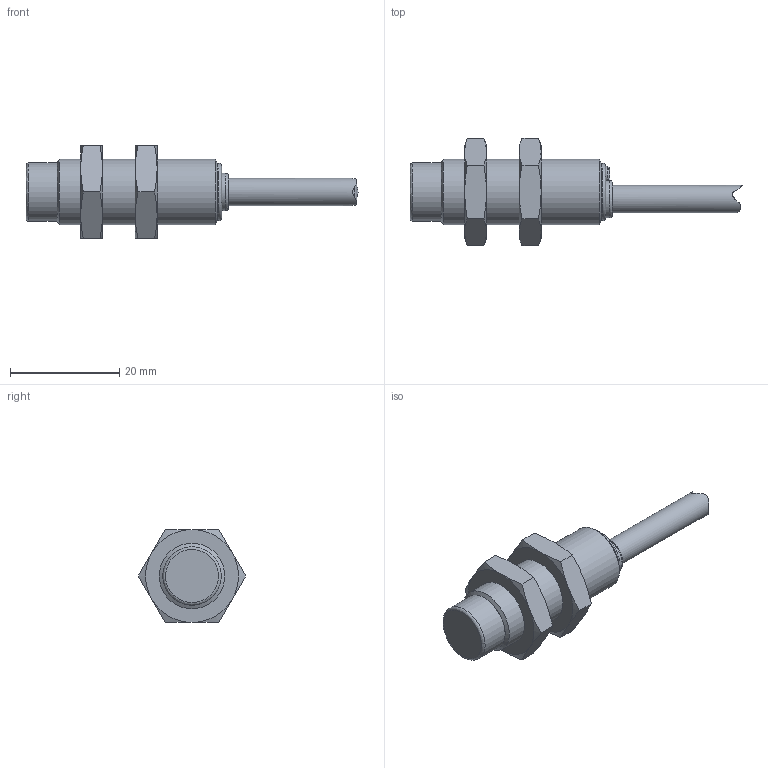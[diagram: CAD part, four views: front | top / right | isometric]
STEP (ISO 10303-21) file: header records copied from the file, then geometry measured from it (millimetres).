
FILE_DESCRIPTION (( 'STEP AP214' ), '1' );
FILE_NAME ('DW-AD-613-M12-120.STEP', '2020-10-01T13:58:02', ( '' ), ( '' ), 'SwSTEP 2.0', 'SolidWorks 2019', '' );
FILE_SCHEMA (( 'AUTOMOTIVE_DESIGN' ));
Length unit declared in the file: inch
Products named in the file (1): DW-AD-613-M12-120
Bounding box: 60.76 x 19.63 x 17 mm (x, y, z)
Volume: 5463.6 mm3; surface area: 2596.7 mm2
Topology: 1 solids, 1 shells, 80 faces, 170 edges, 100 vertices
Faces by surface type: plane 33, cone 31, cylinder 13, bspline 3
Full cylindrical faces by diameter (mm): 5 x1, 10.5 x1, 10.7 x1, 12 x3
Entity records: 2347 total; most frequent: CARTESIAN_POINT 785, ORIENTED_EDGE 308, DIRECTION 292, EDGE_CURVE 154, AXIS2_PLACEMENT_3D 129, EDGE_LOOP 99, VERTEX_POINT 95, FACE_OUTER_BOUND 89
